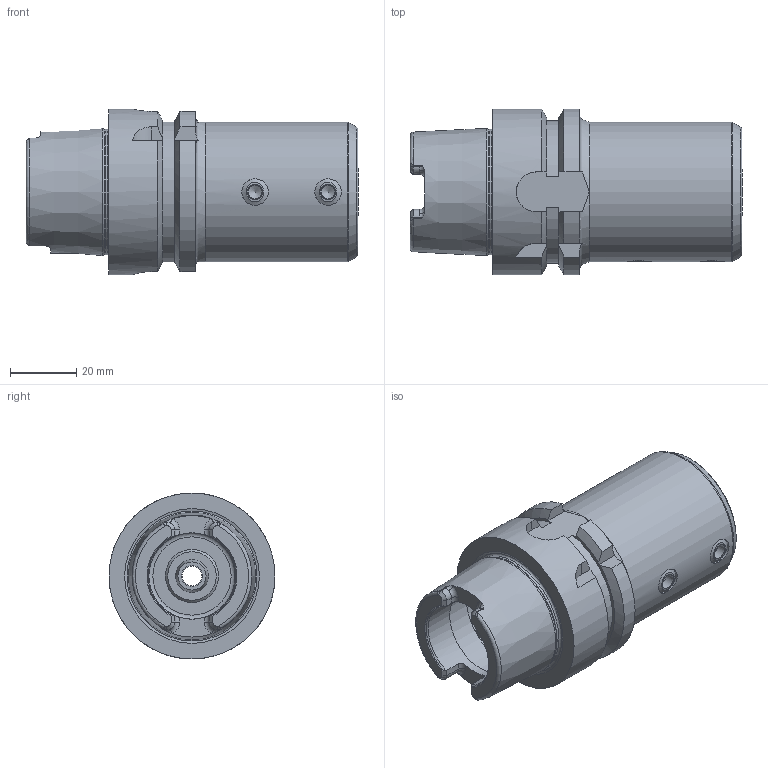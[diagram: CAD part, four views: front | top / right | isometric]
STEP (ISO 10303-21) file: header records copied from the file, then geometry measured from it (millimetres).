
FILE_DESCRIPTION((''),'2;1');
FILE_NAME('591004012075-3D.stp','2021-10-05T09:17:34',('nttooll'),(''),'Autodesk Inventor 2012','Autodesk Inventor 2012','');
FILE_SCHEMA(('AUTOMOTIVE_DESIGN { 1 0 10303 214 1 1 1 1 }'));
Length unit declared in the file: millimetre
Products named in the file (1): 591004012075-3D
Bounding box: 100 x 50 x 50 mm (x, y, z)
Volume: 113417 mm3; surface area: 24656.8 mm2
Topology: 1 solids, 1 shells, 150 faces, 371 edges, 232 vertices
Faces by surface type: plane 51, cylinder 46, cone 32, torus 21
Full cylindrical faces by diameter (mm): 4 x2, 4.619 x2, 5.5 x2, 6 x1, 6.4 x1, 8 x4, 9.5 x1, 10 x1, 12 x1, 12.4 x1, 16 x1, 26 x1, 26.6 x1, 32 x1, 37.9 x1, 42 x1, 50 x1
Entity records: 4512 total; most frequent: CARTESIAN_POINT 1250, DIRECTION 682, ORIENTED_EDGE 616, EDGE_CURVE 308, AXIS2_PLACEMENT_3D 289, VERTEX_POINT 219, EDGE_LOOP 211, FACE_OUTER_BOUND 150
